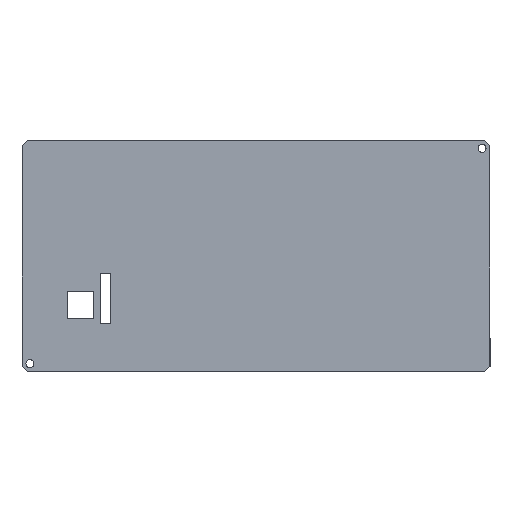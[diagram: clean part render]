
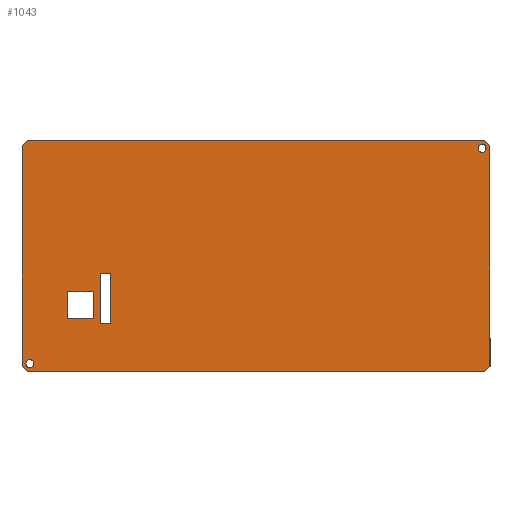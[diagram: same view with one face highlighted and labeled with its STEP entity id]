
A CAD part, top view. The second image highlights one B-rep face of the part: STEP entity #1043.
In plain terms, the highlighted planar face has unit normal (0, 0, 1).
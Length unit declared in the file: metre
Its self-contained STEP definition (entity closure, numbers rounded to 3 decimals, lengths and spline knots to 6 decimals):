
#51=LINE('',#1525,#194);
#52=LINE('',#1528,#195);
#53=LINE('',#1530,#196);
#54=LINE('',#1532,#197);
#55=LINE('',#1533,#198);
#56=LINE('',#1536,#199);
#57=LINE('',#1538,#200);
#58=LINE('',#1540,#201);
#59=LINE('',#1541,#202);
#60=LINE('',#1544,#203);
#61=LINE('',#1546,#204);
#62=LINE('',#1548,#205);
#63=LINE('',#1550,#206);
#64=LINE('',#1552,#207);
#65=LINE('',#1554,#208);
#66=LINE('',#1556,#209);
#194=VECTOR('',#1223,1.);
#195=VECTOR('',#1224,1.);
#196=VECTOR('',#1225,1.);
#197=VECTOR('',#1226,1.);
#198=VECTOR('',#1227,1.);
#199=VECTOR('',#1228,1.);
#200=VECTOR('',#1229,1.);
#201=VECTOR('',#1230,1.);
#202=VECTOR('',#1231,1.);
#203=VECTOR('',#1232,1.);
#204=VECTOR('',#1233,1.);
#205=VECTOR('',#1234,1.);
#206=VECTOR('',#1235,1.);
#207=VECTOR('',#1236,1.);
#208=VECTOR('',#1237,1.);
#209=VECTOR('',#1238,1.);
#339=ORIENTED_EDGE('',*,*,#637,.F.);
#340=ORIENTED_EDGE('',*,*,#638,.F.);
#341=ORIENTED_EDGE('',*,*,#639,.F.);
#342=ORIENTED_EDGE('',*,*,#640,.T.);
#343=ORIENTED_EDGE('',*,*,#641,.T.);
#344=ORIENTED_EDGE('',*,*,#642,.F.);
#345=ORIENTED_EDGE('',*,*,#643,.F.);
#346=ORIENTED_EDGE('',*,*,#644,.T.);
#347=ORIENTED_EDGE('',*,*,#645,.T.);
#348=ORIENTED_EDGE('',*,*,#646,.F.);
#349=ORIENTED_EDGE('',*,*,#647,.T.);
#350=ORIENTED_EDGE('',*,*,#648,.T.);
#351=ORIENTED_EDGE('',*,*,#649,.T.);
#352=ORIENTED_EDGE('',*,*,#650,.T.);
#353=ORIENTED_EDGE('',*,*,#651,.F.);
#354=ORIENTED_EDGE('',*,*,#652,.T.);
#355=ORIENTED_EDGE('',*,*,#653,.F.);
#356=ORIENTED_EDGE('',*,*,#654,.T.);
#637=EDGE_CURVE('',#786,#786,#849,.T.);
#638=EDGE_CURVE('',#787,#787,#850,.T.);
#639=EDGE_CURVE('',#788,#789,#51,.T.);
#640=EDGE_CURVE('',#788,#790,#52,.T.);
#641=EDGE_CURVE('',#790,#791,#53,.T.);
#642=EDGE_CURVE('',#789,#791,#54,.T.);
#643=EDGE_CURVE('',#792,#793,#55,.T.);
#644=EDGE_CURVE('',#792,#794,#56,.T.);
#645=EDGE_CURVE('',#794,#795,#57,.T.);
#646=EDGE_CURVE('',#793,#795,#58,.T.);
#647=EDGE_CURVE('',#796,#797,#59,.T.);
#648=EDGE_CURVE('',#797,#798,#60,.F.);
#649=EDGE_CURVE('',#798,#799,#61,.F.);
#650=EDGE_CURVE('',#799,#800,#62,.T.);
#651=EDGE_CURVE('',#801,#800,#63,.T.);
#652=EDGE_CURVE('',#801,#802,#64,.F.);
#653=EDGE_CURVE('',#803,#802,#65,.T.);
#654=EDGE_CURVE('',#803,#796,#66,.F.);
#786=VERTEX_POINT('',#1522);
#787=VERTEX_POINT('',#1524);
#788=VERTEX_POINT('',#1526);
#789=VERTEX_POINT('',#1527);
#790=VERTEX_POINT('',#1529);
#791=VERTEX_POINT('',#1531);
#792=VERTEX_POINT('',#1534);
#793=VERTEX_POINT('',#1535);
#794=VERTEX_POINT('',#1537);
#795=VERTEX_POINT('',#1539);
#796=VERTEX_POINT('',#1542);
#797=VERTEX_POINT('',#1543);
#798=VERTEX_POINT('',#1545);
#799=VERTEX_POINT('',#1547);
#800=VERTEX_POINT('',#1549);
#801=VERTEX_POINT('',#1551);
#802=VERTEX_POINT('',#1553);
#803=VERTEX_POINT('',#1555);
#849=CIRCLE('',#1115,0.0015);
#850=CIRCLE('',#1116,0.0015);
#858=EDGE_LOOP('',(#339));
#859=EDGE_LOOP('',(#340));
#860=EDGE_LOOP('',(#341,#342,#343,#344));
#861=EDGE_LOOP('',(#345,#346,#347,#348));
#862=EDGE_LOOP('',(#349,#350,#351,#352,#353,#354,#355,#356));
#926=FACE_BOUND('',#858,.T.);
#927=FACE_BOUND('',#859,.T.);
#928=FACE_BOUND('',#860,.T.);
#929=FACE_BOUND('',#861,.T.);
#930=FACE_BOUND('',#862,.T.);
#990=PLANE('',#1114);
#1043=ADVANCED_FACE('',(#926,#927,#928,#929,#930),#990,.T.);
#1114=AXIS2_PLACEMENT_3D('',#1520,#1217,#1218);
#1115=AXIS2_PLACEMENT_3D('',#1521,#1219,#1220);
#1116=AXIS2_PLACEMENT_3D('',#1523,#1221,#1222);
#1217=DIRECTION('',(0.,0.,1.));
#1218=DIRECTION('',(1.,0.,0.));
#1219=DIRECTION('',(0.,0.,1.));
#1220=DIRECTION('',(1.,0.,0.));
#1221=DIRECTION('',(0.,0.,1.));
#1222=DIRECTION('',(1.,0.,0.));
#1223=DIRECTION('',(0.,1.,0.));
#1224=DIRECTION('',(-1.,0.,0.));
#1225=DIRECTION('',(0.,1.,0.));
#1226=DIRECTION('',(-1.,0.,0.));
#1227=DIRECTION('',(0.,-1.,0.));
#1228=DIRECTION('',(1.,0.,0.));
#1229=DIRECTION('',(0.,-1.,0.));
#1230=DIRECTION('',(1.,0.,0.));
#1231=DIRECTION('',(0.,1.,0.));
#1232=DIRECTION('',(0.707,-0.707,0.));
#1233=DIRECTION('',(1.,0.,0.));
#1234=DIRECTION('',(-0.707,-0.707,0.));
#1235=DIRECTION('',(0.,1.,0.));
#1236=DIRECTION('',(-0.707,0.707,0.));
#1237=DIRECTION('',(-1.,0.,0.));
#1238=DIRECTION('',(-0.707,-0.707,0.));
#1520=CARTESIAN_POINT('',(0.,0.,0.005));
#1521=CARTESIAN_POINT('',(-0.085,-0.0405,0.005));
#1522=CARTESIAN_POINT('',(-0.0835,-0.0405,0.005));
#1523=CARTESIAN_POINT('',(0.085,0.0405,0.005));
#1524=CARTESIAN_POINT('',(0.0865,0.0405,0.005));
#1525=CARTESIAN_POINT('',(-0.060934,-0.0185,0.005));
#1526=CARTESIAN_POINT('',(-0.060934,-0.0235,0.005));
#1527=CARTESIAN_POINT('',(-0.060934,-0.0135,0.005));
#1528=CARTESIAN_POINT('',(-0.065934,-0.0235,0.005));
#1529=CARTESIAN_POINT('',(-0.070934,-0.0235,0.005));
#1530=CARTESIAN_POINT('',(-0.070934,-0.0185,0.005));
#1531=CARTESIAN_POINT('',(-0.070934,-0.0135,0.005));
#1532=CARTESIAN_POINT('',(-0.065934,-0.0135,0.005));
#1533=CARTESIAN_POINT('',(-0.058399,-0.016021,0.005));
#1534=CARTESIAN_POINT('',(-0.058399,-0.006454,0.005));
#1535=CARTESIAN_POINT('',(-0.058399,-0.025589,0.005));
#1536=CARTESIAN_POINT('',(-0.056472,-0.006454,0.005));
#1537=CARTESIAN_POINT('',(-0.054546,-0.006454,0.005));
#1538=CARTESIAN_POINT('',(-0.054546,-0.016021,0.005));
#1539=CARTESIAN_POINT('',(-0.054546,-0.025589,0.005));
#1540=CARTESIAN_POINT('',(-0.056472,-0.025589,0.005));
#1541=CARTESIAN_POINT('',(0.08798,0.00625,0.005));
#1542=CARTESIAN_POINT('',(0.08798,-0.04152,0.005));
#1543=CARTESIAN_POINT('',(0.08798,0.04151,0.005));
#1544=CARTESIAN_POINT('',(0.064745,0.064745,0.005));
#1545=CARTESIAN_POINT('',(0.08598,0.04351,0.005));
#1546=CARTESIAN_POINT('',(0.00625,0.04351,0.005));
#1547=CARTESIAN_POINT('',(-0.086,0.04351,0.005));
#1548=CARTESIAN_POINT('',(-0.064755,0.064755,0.005));
#1549=CARTESIAN_POINT('',(-0.088,0.04151,0.005));
#1550=CARTESIAN_POINT('',(-0.088,-0.00625,0.005));
#1551=CARTESIAN_POINT('',(-0.088,-0.0415,0.005));
#1552=CARTESIAN_POINT('',(-0.06475,-0.06475,0.005));
#1553=CARTESIAN_POINT('',(-0.086,-0.0435,0.005));
#1554=CARTESIAN_POINT('',(0.034455,-0.0435,0.005));
#1555=CARTESIAN_POINT('',(0.086,-0.0435,0.005));
#1556=CARTESIAN_POINT('',(0.06475,-0.06475,0.005));
